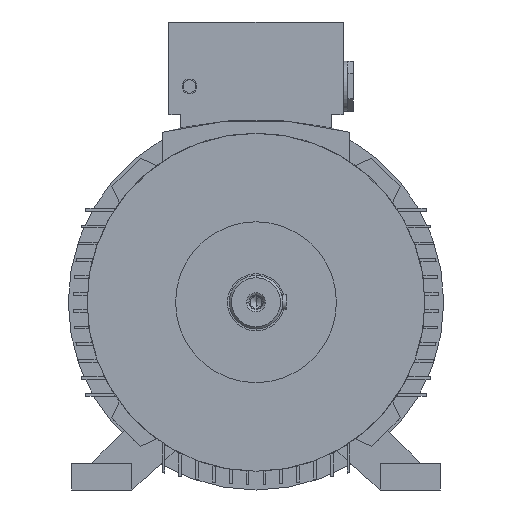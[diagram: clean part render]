
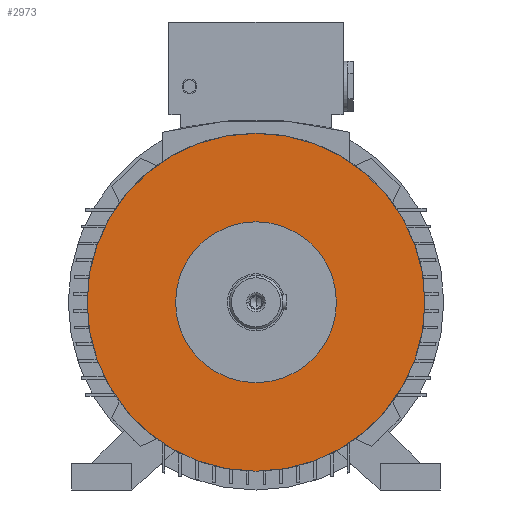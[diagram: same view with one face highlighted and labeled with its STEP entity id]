
A CAD part, front view. The second image highlights one B-rep face of the part: STEP entity #2973.
In plain terms, the highlighted planar face has unit normal (0, -1, 0).
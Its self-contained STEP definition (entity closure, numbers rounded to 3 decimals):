
#981 = DIRECTION ( 'NONE',  ( 0., 0., 1. ) ) ;
#983 = DIRECTION ( 'NONE',  ( 0., 1., 0. ) ) ;
#998 = CARTESIAN_POINT ( 'NONE',  ( 0., 44.833, 0. ) ) ;
#2157 = CIRCLE ( 'NONE', #2612, 252. ) ;
#2388 = CIRCLE ( 'NONE', #2660, 120. ) ;
#2612 = AXIS2_PLACEMENT_3D ( 'NONE', #998, #983, #981 ) ;
#2660 = AXIS2_PLACEMENT_3D ( 'NONE', #3485, #3480, #3479 ) ;
#2778 = AXIS2_PLACEMENT_3D ( 'NONE', #7417, #7426, #7427 ) ;
#2799 = AXIS2_PLACEMENT_3D ( 'NONE', #7506, #7515, #7516 ) ;
#2973 = ADVANCED_FACE ( 'NONE', ( #9590, #9594 ), #4630, .T. ) ;
#3479 = DIRECTION ( 'NONE',  ( 0., 0., 1. ) ) ;
#3480 = DIRECTION ( 'NONE',  ( 0., 1., 0. ) ) ;
#3485 = CARTESIAN_POINT ( 'NONE',  ( 0., 44.833, 0. ) ) ;
#4621 = DIRECTION ( 'NONE',  ( 0., 0., -1. ) ) ;
#4622 = DIRECTION ( 'NONE',  ( 0., -1., 0. ) ) ;
#4628 = CARTESIAN_POINT ( 'NONE',  ( 186., 44.833, 0. ) ) ;
#4630 = PLANE ( 'NONE',  #8924 ) ;
#6168 = EDGE_LOOP ( 'NONE', ( #7949, #7950 ) ) ;
#6196 = EDGE_LOOP ( 'NONE', ( #7947, #7948 ) ) ;
#6372 = CIRCLE ( 'NONE', #2778, 120. ) ;
#6424 = CIRCLE ( 'NONE', #2799, 252. ) ;
#7417 = CARTESIAN_POINT ( 'NONE',  ( 0., 44.833, 0. ) ) ;
#7426 = DIRECTION ( 'NONE',  ( 0., 1., 0. ) ) ;
#7427 = DIRECTION ( 'NONE',  ( 0., 0., 1. ) ) ;
#7506 = CARTESIAN_POINT ( 'NONE',  ( 0., 44.833, 0. ) ) ;
#7515 = DIRECTION ( 'NONE',  ( 0., 1., 0. ) ) ;
#7516 = DIRECTION ( 'NONE',  ( 0., 0., 1. ) ) ;
#7947 = ORIENTED_EDGE ( 'NONE', *, *, #8721, .F. ) ;
#7948 = ORIENTED_EDGE ( 'NONE', *, *, #8117, .F. ) ;
#7949 = ORIENTED_EDGE ( 'NONE', *, *, #8686, .T. ) ;
#7950 = ORIENTED_EDGE ( 'NONE', *, *, #8255, .T. ) ;
#8117 = EDGE_CURVE ( 'NONE', #9452, #9454, #2157, .T. ) ;
#8255 = EDGE_CURVE ( 'NONE', #9427, #9396, #2388, .T. ) ;
#8686 = EDGE_CURVE ( 'NONE', #9396, #9427, #6372, .T. ) ;
#8721 = EDGE_CURVE ( 'NONE', #9454, #9452, #6424, .T. ) ;
#8924 = AXIS2_PLACEMENT_3D ( 'NONE', #4628, #4622, #4621 ) ;
#9396 = VERTEX_POINT ( 'NONE', #10974 ) ;
#9427 = VERTEX_POINT ( 'NONE', #11005 ) ;
#9452 = VERTEX_POINT ( 'NONE', #11030 ) ;
#9454 = VERTEX_POINT ( 'NONE', #11032 ) ;
#9590 = FACE_OUTER_BOUND ( 'NONE', #6196, .T. ) ;
#9594 = FACE_BOUND ( 'NONE', #6168, .T. ) ;
#10974 = CARTESIAN_POINT ( 'NONE',  ( 0., 44.833, 120. ) ) ;
#11005 = CARTESIAN_POINT ( 'NONE',  ( 0., 44.833, -120. ) ) ;
#11030 = CARTESIAN_POINT ( 'NONE',  ( 0., 44.833, -252. ) ) ;
#11032 = CARTESIAN_POINT ( 'NONE',  ( 0., 44.833, 252. ) ) ;
